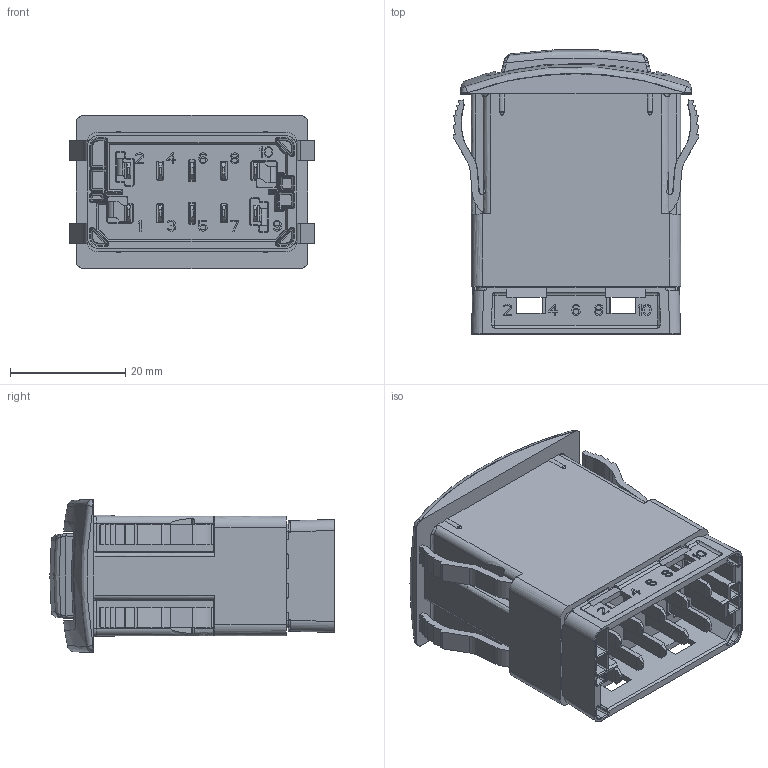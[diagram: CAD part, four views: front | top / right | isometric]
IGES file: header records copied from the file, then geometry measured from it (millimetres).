
Start section:  PTC IGES file: hr-model3.igs
Global section: file name: hr-model3.igs; native system: Creo Parametric by PTC Inc.; preprocessor: 2018020; author: patrickmoody; organization: Unknown; date: 20180921.090111; units: inch
Bounding box: 42.67 x 49.37 x 26.67 mm (x, y, z)
Surface area: 14146.9 mm2 (no closed solid volume)
Topology: 0 solids, 0 shells, 2408 faces, 13102 edges, 13098 vertices
Faces by surface type: bspline 1791, revolution 614, extrusion 3
